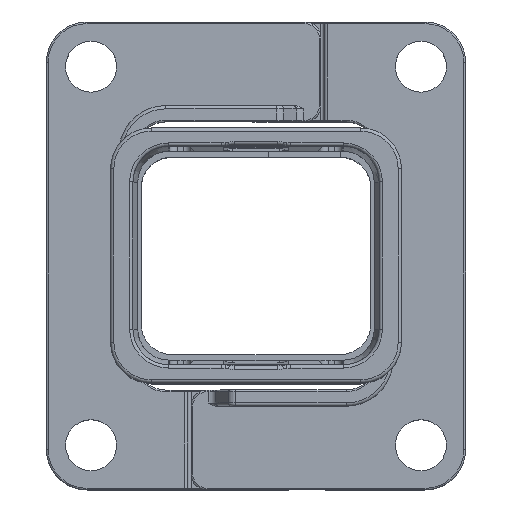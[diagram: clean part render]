
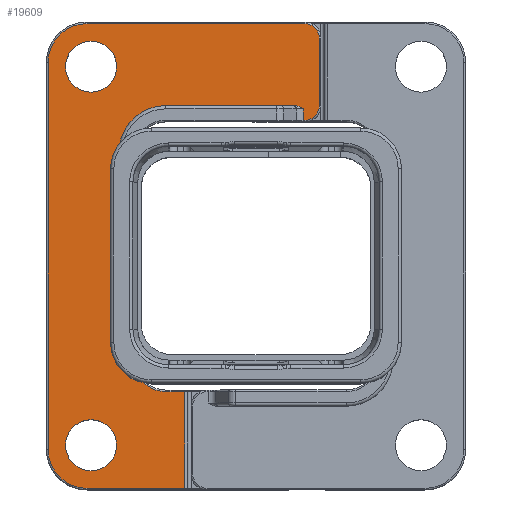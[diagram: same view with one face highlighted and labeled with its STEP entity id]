
A CAD part, top view. The second image highlights one B-rep face of the part: STEP entity #19609.
In plain terms, the highlighted planar face has unit normal (0, 0, 1).
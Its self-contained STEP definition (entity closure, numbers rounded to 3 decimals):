
#597=CARTESIAN_POINT('',(-6.25,-5.4,1.1));
#598=DIRECTION('',(0.,0.,1.));
#599=DIRECTION('',(-0.878,-0.478,0.));
#600=AXIS2_PLACEMENT_3D('',#597,#598,#599);
#650=CARTESIAN_POINT('',(-5.55,-6.35,1.1));
#651=DIRECTION('',(0.,0.,-1.));
#652=DIRECTION('',(0.,-1.,0.));
#653=AXIS2_PLACEMENT_3D('',#650,#651,#652);
#655=DIRECTION('',(-1.,0.,0.));
#656=VECTOR('',#655,1.15);
#657=CARTESIAN_POINT('',(-4.4,-8.35,1.1));
#658=LINE('',#657,#656);
#659=DIRECTION('',(0.,1.,0.));
#660=VECTOR('',#659,5.95);
#661=CARTESIAN_POINT('',(-4.4,-14.3,1.1));
#662=LINE('',#661,#660);
#663=DIRECTION('',(1.,0.,0.));
#664=VECTOR('',#663,6.);
#665=CARTESIAN_POINT('',(-10.4,-14.3,1.1));
#666=LINE('',#665,#664);
#667=CARTESIAN_POINT('',(-10.4,-11.9,1.1));
#668=DIRECTION('',(0.,0.,1.));
#669=DIRECTION('',(-1.,0.,0.));
#670=AXIS2_PLACEMENT_3D('',#667,#668,#669);
#672=DIRECTION('',(0.,-1.,0.));
#673=VECTOR('',#672,23.8);
#674=CARTESIAN_POINT('',(-12.8,11.9,1.1));
#675=LINE('',#674,#673);
#676=CARTESIAN_POINT('',(-10.4,11.9,1.1));
#677=DIRECTION('',(0.,0.,1.));
#678=DIRECTION('',(0.,1.,0.));
#679=AXIS2_PLACEMENT_3D('',#676,#677,#678);
#681=DIRECTION('',(-1.,0.,0.));
#682=VECTOR('',#681,13.4);
#683=CARTESIAN_POINT('',(3.,14.3,1.1));
#684=LINE('',#683,#682);
#685=CARTESIAN_POINT('',(3.,13.4,1.1));
#686=DIRECTION('',(0.,0.,1.));
#687=DIRECTION('',(1.,0.,0.));
#688=AXIS2_PLACEMENT_3D('',#685,#686,#687);
#690=DIRECTION('',(0.,1.,0.));
#691=VECTOR('',#690,4.15);
#692=CARTESIAN_POINT('',(3.9,9.25,1.1));
#693=LINE('',#692,#691);
#694=CARTESIAN_POINT('',(3.,9.25,1.1));
#695=DIRECTION('',(0.,0.,1.));
#696=DIRECTION('',(0.,-1.,0.));
#697=AXIS2_PLACEMENT_3D('',#694,#695,#696);
#699=DIRECTION('',(1.,0.,0.));
#700=VECTOR('',#699,0.093);
#701=CARTESIAN_POINT('',(2.907,8.35,1.1));
#702=LINE('',#701,#700);
#703=DIRECTION('',(0.,1.,0.));
#704=VECTOR('',#703,0.7);
#705=CARTESIAN_POINT('',(2.907,8.35,1.1));
#706=LINE('',#705,#704);
#707=CARTESIAN_POINT('',(-5.55,6.35,1.1));
#708=DIRECTION('',(0.,0.,1.));
#709=DIRECTION('',(0.,1.,0.));
#710=AXIS2_PLACEMENT_3D('',#707,#708,#709);
#712=DIRECTION('',(1.,0.,0.));
#713=VECTOR('',#712,0.244);
#714=CARTESIAN_POINT('',(-8.25,-6.357,1.1));
#715=LINE('',#714,#713);
#716=CARTESIAN_POINT('',(-10.15,-11.65,1.1));
#717=DIRECTION('',(0.,0.,1.));
#718=DIRECTION('',(1.,0.,0.));
#719=AXIS2_PLACEMENT_3D('',#716,#717,#718);
#721=CARTESIAN_POINT('',(-10.15,-11.65,1.1));
#722=DIRECTION('',(0.,0.,1.));
#723=DIRECTION('',(-1.,0.,0.));
#724=AXIS2_PLACEMENT_3D('',#721,#722,#723);
#726=CARTESIAN_POINT('',(-10.15,11.65,1.1));
#727=DIRECTION('',(0.,0.,-1.));
#728=DIRECTION('',(1.,0.,0.));
#729=AXIS2_PLACEMENT_3D('',#726,#727,#728);
#731=CARTESIAN_POINT('',(-10.15,11.65,1.1));
#732=DIRECTION('',(0.,0.,-1.));
#733=DIRECTION('',(-1.,0.,0.));
#734=AXIS2_PLACEMENT_3D('',#731,#732,#733);
#14164=DIRECTION('',(0.,1.,0.));
#14165=VECTOR('',#14164,12.217);
#14166=CARTESIAN_POINT('',(-8.45,-5.867,1.1));
#14167=LINE('',#14166,#14165);
#14186=CARTESIAN_POINT('',(-8.25,-6.357,1.1));
#14187=CARTESIAN_POINT('',(-8.279,-6.312,1.1));
#14188=CARTESIAN_POINT('',(-8.333,-6.225,1.1));
#14189=CARTESIAN_POINT('',(-8.399,-6.099,1.1));
#14190=CARTESIAN_POINT('',(-8.441,-5.978,1.1));
#14191=CARTESIAN_POINT('',(-8.45,-5.903,
1.1));
#14192=CARTESIAN_POINT('',(-8.45,-5.867,1.1));
#14203=DIRECTION('',(1.,0.,0.));
#14204=VECTOR('',#14203,7.967);
#14205=CARTESIAN_POINT('',(-5.55,9.25,1.1));
#14206=LINE('',#14205,#14204);
#14262=CARTESIAN_POINT('',(2.417,9.25,1.1));
#14263=CARTESIAN_POINT('',(2.453,9.25,1.1));
#14264=CARTESIAN_POINT('',(2.528,9.241,1.1));
#14265=CARTESIAN_POINT('',(2.649,9.199,1.1));
#14266=CARTESIAN_POINT('',(2.775,9.133,1.1));
#14267=CARTESIAN_POINT('',(2.862,9.079,1.1));
#14268=CARTESIAN_POINT('',(2.907,9.05,1.1));
#17950=CARTESIAN_POINT('',(-5.55,9.25,1.1));
#17951=CARTESIAN_POINT('',(-8.45,6.35,1.1));
#17952=VERTEX_POINT('',#17950);
#17953=VERTEX_POINT('',#17951);
#18134=CARTESIAN_POINT('',(-4.4,-8.35,1.1));
#18135=VERTEX_POINT('',#18134);
#18138=CARTESIAN_POINT('',(-5.55,-8.35,1.1));
#18139=VERTEX_POINT('',#18138);
#18158=CARTESIAN_POINT('',(2.907,8.35,1.1));
#18159=VERTEX_POINT('',#18158);
#18162=CARTESIAN_POINT('',(3.,8.35,1.1));
#18163=VERTEX_POINT('',#18162);
#18166=CARTESIAN_POINT('',(3.9,9.25,1.1));
#18167=VERTEX_POINT('',#18166);
#18170=CARTESIAN_POINT('',(3.9,13.4,1.1));
#18171=VERTEX_POINT('',#18170);
#18174=CARTESIAN_POINT('',(3.,14.3,1.1));
#18175=VERTEX_POINT('',#18174);
#18178=CARTESIAN_POINT('',(-10.4,14.3,1.1));
#18179=VERTEX_POINT('',#18178);
#18182=CARTESIAN_POINT('',(-12.8,11.9,1.1));
#18183=VERTEX_POINT('',#18182);
#18186=CARTESIAN_POINT('',(-12.8,-11.9,1.1));
#18187=VERTEX_POINT('',#18186);
#18190=CARTESIAN_POINT('',(-10.4,-14.3,1.1));
#18191=VERTEX_POINT('',#18190);
#18194=CARTESIAN_POINT('',(-4.4,-14.3,1.1));
#18195=VERTEX_POINT('',#18194);
#18294=CARTESIAN_POINT('',(-8.25,-6.357,1.1));
#18295=VERTEX_POINT('',#18294);
#18316=CARTESIAN_POINT('',(2.907,9.05,1.1));
#18317=VERTEX_POINT('',#18316);
#18320=VERTEX_POINT('',#14262);
#18321=CARTESIAN_POINT('',(-8.45,-5.867,1.1));
#18322=VERTEX_POINT('',#18321);
#18327=CARTESIAN_POINT('',(-8.58,-11.65,1.1));
#18328=CARTESIAN_POINT('',(-11.72,-11.65,1.1));
#18329=VERTEX_POINT('',#18327);
#18330=VERTEX_POINT('',#18328);
#18332=CARTESIAN_POINT('',(-8.58,11.65,1.1));
#18334=VERTEX_POINT('',#18332);
#18336=CARTESIAN_POINT('',(-11.72,11.65,1.1));
#18338=VERTEX_POINT('',#18336);
#18366=CARTESIAN_POINT('',(-8.006,-6.357,1.1));
#18367=CARTESIAN_POINT('',(-7.438,-7.009,1.1));
#18368=VERTEX_POINT('',#18366);
#18369=VERTEX_POINT('',#18367);
#19551=CARTESIAN_POINT('',(0.,0.,1.1));
#19552=DIRECTION('',(0.,0.,1.));
#19553=DIRECTION('',(1.,0.,0.));
#19554=AXIS2_PLACEMENT_3D('',#19551,#19552,#19553);
#19555=PLANE('',#19554);
#19556=ORIENTED_EDGE('',*,*,#19527,.T.);
#19558=ORIENTED_EDGE('',*,*,#19557,.F.);
#19560=ORIENTED_EDGE('',*,*,#19559,.F.);
#19562=ORIENTED_EDGE('',*,*,#19561,.F.);
#19564=ORIENTED_EDGE('',*,*,#19563,.F.);
#19566=ORIENTED_EDGE('',*,*,#19565,.F.);
#19568=ORIENTED_EDGE('',*,*,#19567,.F.);
#19570=ORIENTED_EDGE('',*,*,#19569,.F.);
#19572=ORIENTED_EDGE('',*,*,#19571,.F.);
#19574=ORIENTED_EDGE('',*,*,#19573,.F.);
#19576=ORIENTED_EDGE('',*,*,#19575,.F.);
#19578=ORIENTED_EDGE('',*,*,#19577,.F.);
#19580=ORIENTED_EDGE('',*,*,#19579,.F.);
#19582=ORIENTED_EDGE('',*,*,#19581,.T.);
#19584=ORIENTED_EDGE('',*,*,#19583,.F.);
#19586=ORIENTED_EDGE('',*,*,#19585,.F.);
#19588=ORIENTED_EDGE('',*,*,#19587,.T.);
#19590=ORIENTED_EDGE('',*,*,#19589,.F.);
#19592=ORIENTED_EDGE('',*,*,#19591,.F.);
#19594=ORIENTED_EDGE('',*,*,#19593,.T.);
#19595=EDGE_LOOP('',(#19556,#19558,#19560,#19562,#19564,#19566,#19568,#19570,
#19572,#19574,#19576,#19578,#19580,#19582,#19584,#19586,#19588,#19590,#19592,
#19594));
#19596=FACE_OUTER_BOUND('',#19595,.F.);
#19598=ORIENTED_EDGE('',*,*,#19597,.T.);
#19600=ORIENTED_EDGE('',*,*,#19599,.T.);
#19601=EDGE_LOOP('',(#19598,#19600));
#19602=FACE_BOUND('',#19601,.F.);
#19604=ORIENTED_EDGE('',*,*,#19603,.F.);
#19606=ORIENTED_EDGE('',*,*,#19605,.F.);
#19607=EDGE_LOOP('',(#19604,#19606));
#19608=FACE_BOUND('',#19607,.F.);
#19609=ADVANCED_FACE('',(#19596,#19602,#19608),#19555,.T.);
#601=CIRCLE('',#600,2.);
#654=CIRCLE('',#653,2.);
#671=CIRCLE('',#670,2.4);
#680=CIRCLE('',#679,2.4);
#689=CIRCLE('',#688,0.9);
#698=CIRCLE('',#697,0.9);
#711=CIRCLE('',#710,2.9);
#720=CIRCLE('',#719,1.57);
#725=CIRCLE('',#724,1.57);
#730=CIRCLE('',#729,1.57);
#735=CIRCLE('',#734,1.57);
#14193=B_SPLINE_CURVE_WITH_KNOTS('',3,(#14186,#14187,#14188,#14189,#14190,
#14191,#14192),.UNSPECIFIED.,.F.,.F.,(4,1,1,1,4),(0.,0.25,0.5,0.75,
1.),.UNSPECIFIED.);
#14269=B_SPLINE_CURVE_WITH_KNOTS('',3,(#14262,#14263,#14264,#14265,#14266,
#14267,#14268),.UNSPECIFIED.,.F.,.F.,(4,1,1,1,4),(0.,0.25,0.5,0.75,
1.),.UNSPECIFIED.);
#19527=EDGE_CURVE('',#18368,#18369,#601,.T.);
#19557=EDGE_CURVE('',#18139,#18369,#654,.T.);
#19559=EDGE_CURVE('',#18135,#18139,#658,.T.);
#19561=EDGE_CURVE('',#18195,#18135,#662,.T.);
#19563=EDGE_CURVE('',#18191,#18195,#666,.T.);
#19565=EDGE_CURVE('',#18187,#18191,#671,.T.);
#19567=EDGE_CURVE('',#18183,#18187,#675,.T.);
#19569=EDGE_CURVE('',#18179,#18183,#680,.T.);
#19571=EDGE_CURVE('',#18175,#18179,#684,.T.);
#19573=EDGE_CURVE('',#18171,#18175,#689,.T.);
#19575=EDGE_CURVE('',#18167,#18171,#693,.T.);
#19577=EDGE_CURVE('',#18163,#18167,#698,.T.);
#19579=EDGE_CURVE('',#18159,#18163,#702,.T.);
#19581=EDGE_CURVE('',#18159,#18317,#706,.T.);
#19583=EDGE_CURVE('',#18320,#18317,#14269,.T.);
#19585=EDGE_CURVE('',#17952,#18320,#14206,.T.);
#19587=EDGE_CURVE('',#17952,#17953,#711,.T.);
#19589=EDGE_CURVE('',#18322,#17953,#14167,.T.);
#19591=EDGE_CURVE('',#18295,#18322,#14193,.T.);
#19593=EDGE_CURVE('',#18295,#18368,#715,.T.);
#19597=EDGE_CURVE('',#18329,#18330,#720,.T.);
#19599=EDGE_CURVE('',#18330,#18329,#725,.T.);
#19603=EDGE_CURVE('',#18334,#18338,#730,.T.);
#19605=EDGE_CURVE('',#18338,#18334,#735,.T.);
